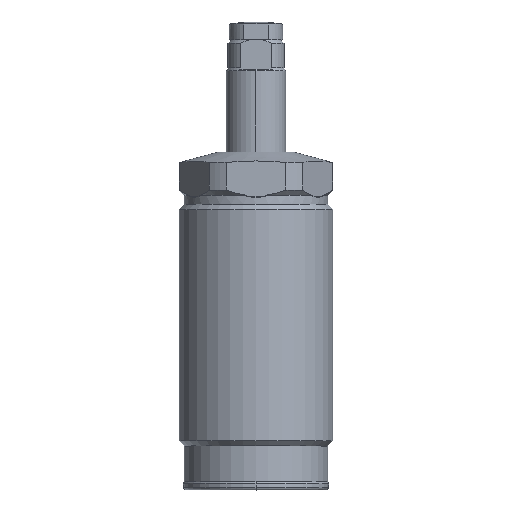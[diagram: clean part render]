
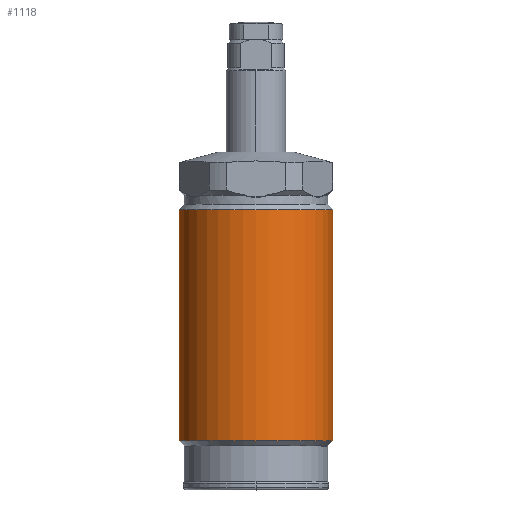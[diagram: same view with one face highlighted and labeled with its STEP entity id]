
A CAD part, top view. The second image highlights one B-rep face of the part: STEP entity #1118.
In plain terms, the highlighted cylindrical face has radius 13 mm (diameter 26 mm), a partial arc.
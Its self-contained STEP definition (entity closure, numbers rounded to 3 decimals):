
#834=CYLINDRICAL_SURFACE('',#2840,13.);
#906=LINE('',#4024,#1002);
#907=LINE('',#4025,#1003);
#1002=VECTOR('',#3383,1.);
#1003=VECTOR('',#3384,1.);
#1118=ADVANCED_FACE('',(#1257),#834,.T.);
#1257=FACE_OUTER_BOUND('',#1386,.T.);
#1386=EDGE_LOOP('',(#1767,#1768,#1769,#1770));
#1767=ORIENTED_EDGE('',*,*,#2378,.T.);
#1768=ORIENTED_EDGE('',*,*,#2379,.T.);
#1769=ORIENTED_EDGE('',*,*,#2376,.F.);
#1770=ORIENTED_EDGE('',*,*,#2380,.F.);
#2136=VERTEX_POINT('',#4016);
#2137=VERTEX_POINT('',#4018);
#2138=VERTEX_POINT('',#4022);
#2139=VERTEX_POINT('',#4023);
#2376=EDGE_CURVE('',#2136,#2137,#2601,.T.);
#2378=EDGE_CURVE('',#2138,#2139,#2602,.T.);
#2379=EDGE_CURVE('',#2139,#2137,#906,.T.);
#2380=EDGE_CURVE('',#2138,#2136,#907,.T.);
#2601=CIRCLE('',#2837,13.);
#2602=CIRCLE('',#2839,13.);
#2837=AXIS2_PLACEMENT_3D('',#4017,#3376,#3377);
#2839=AXIS2_PLACEMENT_3D('',#4021,#3381,#3382);
#2840=AXIS2_PLACEMENT_3D('',#4026,#3385,#3386);
#3376=DIRECTION('',(0.,-1.,0.));
#3377=DIRECTION('',(1.,0.,0.));
#3381=DIRECTION('',(0.,-1.,0.));
#3382=DIRECTION('',(1.,0.,0.));
#3383=DIRECTION('',(0.,-1.,0.));
#3384=DIRECTION('',(0.,-1.,0.));
#3385=DIRECTION('',(0.,-1.,0.));
#3386=DIRECTION('',(1.,0.,0.));
#4016=CARTESIAN_POINT('',(13.,-48.7,0.));
#4017=CARTESIAN_POINT('',(0.,-48.7,0.));
#4018=CARTESIAN_POINT('',(-13.,-48.7,0.));
#4021=CARTESIAN_POINT('',(0.,-9.7,0.));
#4022=CARTESIAN_POINT('',(13.,-9.7,0.));
#4023=CARTESIAN_POINT('',(-13.,-9.7,0.));
#4024=CARTESIAN_POINT('',(-13.,1.,0.));
#4025=CARTESIAN_POINT('',(13.,1.,0.));
#4026=CARTESIAN_POINT('',(0.,1.,0.));
